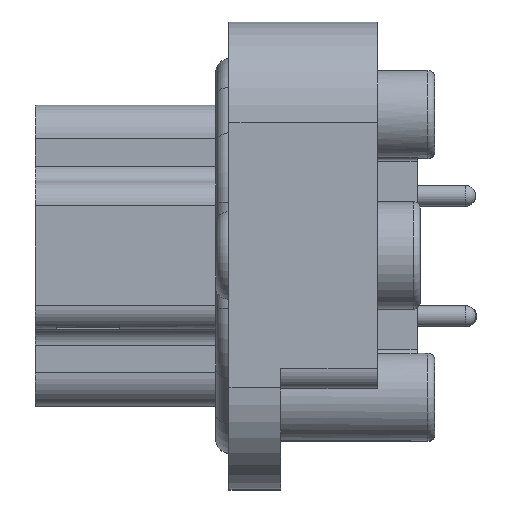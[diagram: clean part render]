
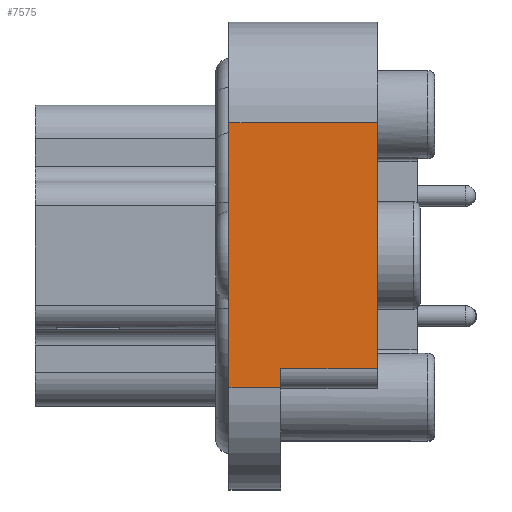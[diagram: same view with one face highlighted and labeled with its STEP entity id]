
A CAD part, top view. The second image highlights one B-rep face of the part: STEP entity #7575.
In plain terms, the highlighted planar face has unit normal (0, 0, 1).
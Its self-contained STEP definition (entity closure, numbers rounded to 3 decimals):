
#862=ORIENTED_EDGE('',*,*,#2355,.F.);
#863=ORIENTED_EDGE('',*,*,#2356,.T.);
#864=ORIENTED_EDGE('',*,*,#2335,.F.);
#865=ORIENTED_EDGE('',*,*,#2353,.T.);
#866=ORIENTED_EDGE('',*,*,#2286,.T.);
#867=ORIENTED_EDGE('',*,*,#2344,.F.);
#2286=EDGE_CURVE('',#3024,#3030,#3477,.T.);
#2335=EDGE_CURVE('',#3076,#3077,#3501,.T.);
#2344=EDGE_CURVE('',#3082,#3030,#3506,.T.);
#2353=EDGE_CURVE('',#3076,#3024,#3514,.T.);
#2355=EDGE_CURVE('',#3087,#3082,#3516,.T.);
#2356=EDGE_CURVE('',#3087,#3077,#3517,.T.);
#3024=VERTEX_POINT('',#10745);
#3030=VERTEX_POINT('',#10757);
#3076=VERTEX_POINT('',#10856);
#3077=VERTEX_POINT('',#10858);
#3082=VERTEX_POINT('',#10873);
#3087=VERTEX_POINT('',#10895);
#3477=LINE('',#10758,#3962);
#3501=LINE('',#10857,#3986);
#3506=LINE('',#10875,#3991);
#3514=LINE('',#10891,#3999);
#3516=LINE('',#10894,#4001);
#3517=LINE('',#10896,#4002);
#3962=VECTOR('',#8909,1000.);
#3986=VECTOR('',#8991,1000.);
#3991=VECTOR('',#9008,1000.);
#3999=VECTOR('',#9026,1000.);
#4001=VECTOR('',#9030,1000.);
#4002=VECTOR('',#9031,1000.);
#4318=EDGE_LOOP('',(#862,#863,#864,#865,#866,#867));
#4735=FACE_BOUND('',#4318,.T.);
#5121=PLANE('',#8042);
#7575=ADVANCED_FACE('',(#4735),#5121,.F.);
#8042=AXIS2_PLACEMENT_3D('',#10893,#9028,#9029);
#8909=DIRECTION('',(0.,-1.,0.));
#8991=DIRECTION('',(0.,-1.,0.));
#9008=DIRECTION('',(-1.,0.,0.));
#9026=DIRECTION('',(-1.,0.,0.));
#9028=DIRECTION('',(0.,0.,-1.));
#9029=DIRECTION('',(-1.,0.,0.));
#9030=DIRECTION('',(0.,-1.,0.));
#9031=DIRECTION('',(1.,0.,0.));
#10745=CARTESIAN_POINT('',(0.,10.005,27.56));
#10757=CARTESIAN_POINT('',(0.,-10.005,27.56));
#10758=CARTESIAN_POINT('',(0.,10.005,27.56));
#10856=CARTESIAN_POINT('',(11.2,10.005,27.56));
#10857=CARTESIAN_POINT('',(11.2,10.005,27.56));
#10858=CARTESIAN_POINT('',(11.2,-8.555,27.56));
#10873=CARTESIAN_POINT('',(3.9,-10.005,27.56));
#10875=CARTESIAN_POINT('',(11.2,-10.005,27.56));
#10891=CARTESIAN_POINT('',(11.2,10.005,27.56));
#10893=CARTESIAN_POINT('',(11.2,10.005,27.56));
#10894=CARTESIAN_POINT('',(3.9,-8.555,27.56));
#10895=CARTESIAN_POINT('',(3.9,-8.555,27.56));
#10896=CARTESIAN_POINT('',(3.9,-8.555,27.56));
